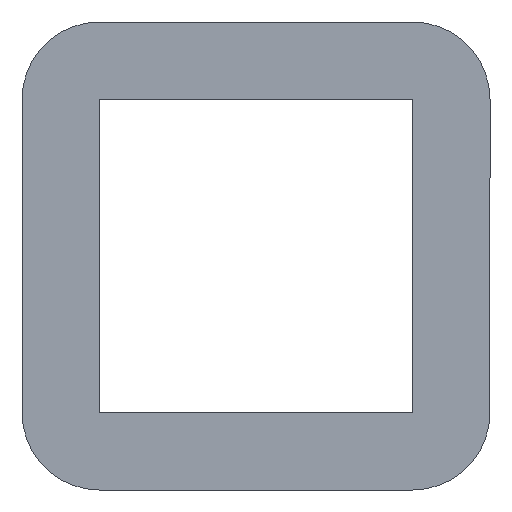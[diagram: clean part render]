
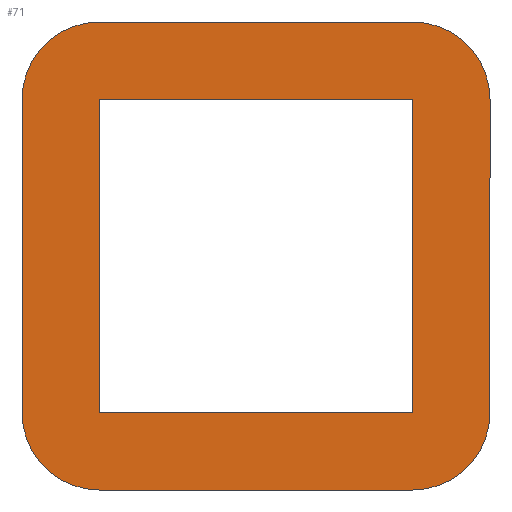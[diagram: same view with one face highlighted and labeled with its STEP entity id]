
A CAD part, front view. The second image highlights one B-rep face of the part: STEP entity #71.
In plain terms, the highlighted planar face has unit normal (0, -1, 0).
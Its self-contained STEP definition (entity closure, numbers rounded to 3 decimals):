
#2 = DIRECTION ( 'NONE',  ( 0., 0., -1. ) ) ;
#5 = VERTEX_POINT ( 'NONE', #62 ) ;
#12 = CARTESIAN_POINT ( 'NONE',  ( -10.1, 0., -10.1 ) ) ;
#14 = CARTESIAN_POINT ( 'NONE',  ( 10.1, 0., -10.1 ) ) ;
#15 = EDGE_CURVE ( 'NONE', #5, #292, #483, .T. ) ;
#19 = CARTESIAN_POINT ( 'NONE',  ( 10.1, 0., 10.1 ) ) ;
#21 = CARTESIAN_POINT ( 'NONE',  ( -15.1, 0., -10.1 ) ) ;
#25 = VERTEX_POINT ( 'NONE', #59 ) ;
#27 = ORIENTED_EDGE ( 'NONE', *, *, #15, .T. ) ;
#28 = AXIS2_PLACEMENT_3D ( 'NONE', #232, #229, #454 ) ;
#29 = CARTESIAN_POINT ( 'NONE',  ( -10.1, 0., 10.1 ) ) ;
#34 = DIRECTION ( 'NONE',  ( -1., 0., 0. ) ) ;
#42 = CARTESIAN_POINT ( 'NONE',  ( -15.1, 0., 10.1 ) ) ;
#48 = VECTOR ( 'NONE', #396, 1000. ) ;
#49 = AXIS2_PLACEMENT_3D ( 'NONE', #29, #487, #221 ) ;
#50 = VECTOR ( 'NONE', #2, 1000. ) ;
#54 = DIRECTION ( 'NONE',  ( 1., 0., 0. ) ) ;
#55 = CARTESIAN_POINT ( 'NONE',  ( 10.1, 0., 10.1 ) ) ;
#59 = CARTESIAN_POINT ( 'NONE',  ( 10.1, 0., -15.1 ) ) ;
#62 = CARTESIAN_POINT ( 'NONE',  ( -10.1, 0., -10.1 ) ) ;
#67 = EDGE_CURVE ( 'NONE', #292, #416, #149, .T. ) ;
#71 = ADVANCED_FACE ( 'NONE', ( #155, #201 ), #341, .F. ) ;
#75 = VERTEX_POINT ( 'NONE', #14 ) ;
#83 = ORIENTED_EDGE ( 'NONE', *, *, #153, .T. ) ;
#88 = CARTESIAN_POINT ( 'NONE',  ( -10.1, 0., 10.1 ) ) ;
#92 = EDGE_CURVE ( 'NONE', #147, #563, #173, .T. ) ;
#95 = DIRECTION ( 'NONE',  ( 0., 0., 1. ) ) ;
#96 = ORIENTED_EDGE ( 'NONE', *, *, #350, .T. ) ;
#107 = DIRECTION ( 'NONE',  ( 0., 1., 0. ) ) ;
#109 = VECTOR ( 'NONE', #167, 1000. ) ;
#140 = VERTEX_POINT ( 'NONE', #535 ) ;
#141 = VECTOR ( 'NONE', #148, 1000. ) ;
#147 = VERTEX_POINT ( 'NONE', #21 ) ;
#148 = DIRECTION ( 'NONE',  ( 1., 0., 0. ) ) ;
#149 = LINE ( 'NONE', #474, #449 ) ;
#153 = EDGE_CURVE ( 'NONE', #289, #563, #198, .T. ) ;
#155 = FACE_OUTER_BOUND ( 'NONE', #297, .T. ) ;
#167 = DIRECTION ( 'NONE',  ( 0., 0., -1. ) ) ;
#168 = ORIENTED_EDGE ( 'NONE', *, *, #169, .T. ) ;
#169 = EDGE_CURVE ( 'NONE', #416, #75, #352, .T. ) ;
#173 = LINE ( 'NONE', #209, #580 ) ;
#181 = CARTESIAN_POINT ( 'NONE',  ( -10.1, 0., -15.1 ) ) ;
#188 = LINE ( 'NONE', #278, #442 ) ;
#197 = ORIENTED_EDGE ( 'NONE', *, *, #301, .T. ) ;
#198 = CIRCLE ( 'NONE', #49, 5. ) ;
#201 = FACE_BOUND ( 'NONE', #330, .T. ) ;
#206 = ORIENTED_EDGE ( 'NONE', *, *, #92, .F. ) ;
#207 = VECTOR ( 'NONE', #34, 1000. ) ;
#209 = CARTESIAN_POINT ( 'NONE',  ( -15.1, 0., -15.1 ) ) ;
#212 = ORIENTED_EDGE ( 'NONE', *, *, #606, .F. ) ;
#221 = DIRECTION ( 'NONE',  ( 0., 0., 1. ) ) ;
#226 = AXIS2_PLACEMENT_3D ( 'NONE', #459, #331, #95 ) ;
#229 = DIRECTION ( 'NONE',  ( 0., -1., 0. ) ) ;
#230 = ORIENTED_EDGE ( 'NONE', *, *, #67, .T. ) ;
#232 = CARTESIAN_POINT ( 'NONE',  ( -10.1, 0., -10.1 ) ) ;
#242 = CIRCLE ( 'NONE', #298, 5. ) ;
#248 = ORIENTED_EDGE ( 'NONE', *, *, #505, .F. ) ;
#261 = DIRECTION ( 'NONE',  ( 0., 0., 1. ) ) ;
#270 = CARTESIAN_POINT ( 'NONE',  ( 15.1, 0., -15.1 ) ) ;
#273 = LINE ( 'NONE', #456, #207 ) ;
#278 = CARTESIAN_POINT ( 'NONE',  ( -15.1, 0., -15.1 ) ) ;
#289 = VERTEX_POINT ( 'NONE', #603 ) ;
#292 = VERTEX_POINT ( 'NONE', #88 ) ;
#297 = EDGE_LOOP ( 'NONE', ( #206, #489, #212, #197, #248, #462, #375, #83 ) ) ;
#298 = AXIS2_PLACEMENT_3D ( 'NONE', #19, #346, #302 ) ;
#301 = EDGE_CURVE ( 'NONE', #25, #140, #354, .T. ) ;
#302 = DIRECTION ( 'NONE',  ( 0., 0., 1. ) ) ;
#330 = EDGE_LOOP ( 'NONE', ( #168, #96, #27, #230 ) ) ;
#331 = DIRECTION ( 'NONE',  ( 0., -1., 0. ) ) ;
#341 = PLANE ( 'NONE',  #527 ) ;
#346 = DIRECTION ( 'NONE',  ( 0., -1., 0. ) ) ;
#350 = EDGE_CURVE ( 'NONE', #75, #5, #273, .T. ) ;
#352 = LINE ( 'NONE', #591, #109 ) ;
#354 = CIRCLE ( 'NONE', #226, 5. ) ;
#369 = VERTEX_POINT ( 'NONE', #475 ) ;
#375 = ORIENTED_EDGE ( 'NONE', *, *, #426, .F. ) ;
#380 = DIRECTION ( 'NONE',  ( -1., 0., 0. ) ) ;
#396 = DIRECTION ( 'NONE',  ( 0., 0., 1. ) ) ;
#411 = CARTESIAN_POINT ( 'NONE',  ( 15.1, 0., 10.1 ) ) ;
#416 = VERTEX_POINT ( 'NONE', #55 ) ;
#426 = EDGE_CURVE ( 'NONE', #289, #369, #473, .T. ) ;
#429 = CARTESIAN_POINT ( 'NONE',  ( 0., 0., 0. ) ) ;
#434 = DIRECTION ( 'NONE',  ( 0., 0., 1. ) ) ;
#442 = VECTOR ( 'NONE', #380, 1000. ) ;
#449 = VECTOR ( 'NONE', #54, 1000. ) ;
#454 = DIRECTION ( 'NONE',  ( 0., 0., 1. ) ) ;
#456 = CARTESIAN_POINT ( 'NONE',  ( -10.1, 0., -10.1 ) ) ;
#459 = CARTESIAN_POINT ( 'NONE',  ( 10.1, 0., -10.1 ) ) ;
#462 = ORIENTED_EDGE ( 'NONE', *, *, #486, .T. ) ;
#473 = LINE ( 'NONE', #478, #141 ) ;
#474 = CARTESIAN_POINT ( 'NONE',  ( -10.1, 0., 10.1 ) ) ;
#475 = CARTESIAN_POINT ( 'NONE',  ( 10.1, 0., 15.1 ) ) ;
#478 = CARTESIAN_POINT ( 'NONE',  ( -15.1, 0., 15.1 ) ) ;
#483 = LINE ( 'NONE', #12, #48 ) ;
#486 = EDGE_CURVE ( 'NONE', #504, #369, #242, .T. ) ;
#487 = DIRECTION ( 'NONE',  ( 0., -1., 0. ) ) ;
#489 = ORIENTED_EDGE ( 'NONE', *, *, #558, .T. ) ;
#497 = VERTEX_POINT ( 'NONE', #181 ) ;
#504 = VERTEX_POINT ( 'NONE', #411 ) ;
#505 = EDGE_CURVE ( 'NONE', #504, #140, #608, .T. ) ;
#527 = AXIS2_PLACEMENT_3D ( 'NONE', #429, #107, #434 ) ;
#535 = CARTESIAN_POINT ( 'NONE',  ( 15.1, 0., -10.1 ) ) ;
#558 = EDGE_CURVE ( 'NONE', #147, #497, #559, .T. ) ;
#559 = CIRCLE ( 'NONE', #28, 5. ) ;
#563 = VERTEX_POINT ( 'NONE', #42 ) ;
#580 = VECTOR ( 'NONE', #261, 1000. ) ;
#591 = CARTESIAN_POINT ( 'NONE',  ( 10.1, 0., -10.1 ) ) ;
#603 = CARTESIAN_POINT ( 'NONE',  ( -10.1, 0., 15.1 ) ) ;
#606 = EDGE_CURVE ( 'NONE', #25, #497, #188, .T. ) ;
#608 = LINE ( 'NONE', #270, #50 ) ;
